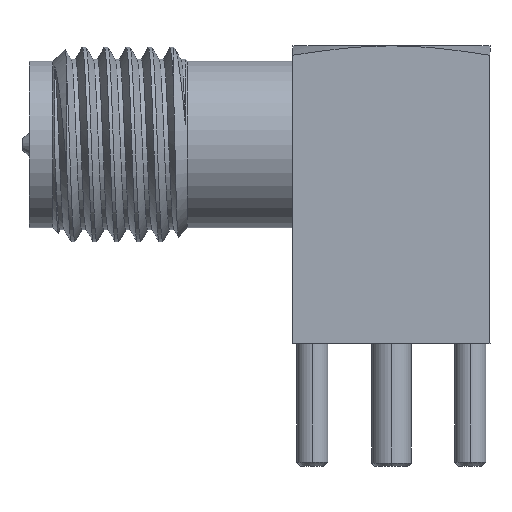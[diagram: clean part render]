
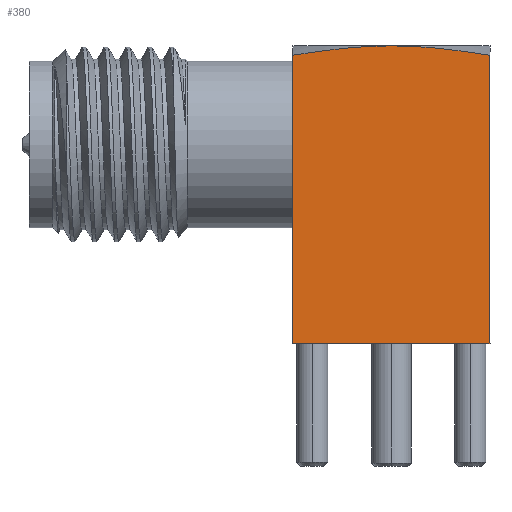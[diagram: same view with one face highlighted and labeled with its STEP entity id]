
A CAD part, front view. The second image highlights one B-rep face of the part: STEP entity #380.
In plain terms, the highlighted planar face has unit normal (0, -1, 0).
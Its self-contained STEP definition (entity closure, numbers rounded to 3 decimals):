
#40=PLANE('',#1588);
#155=B_SPLINE_CURVE_WITH_KNOTS('',3,(#9227,#9228,#9229,#9230,#9231,#9232,
#9233,#9234,#9235,#9236,#9237,#9238,#9239,#9240,#9241,#9242,#9243,#9244,
#9245,#9246,#9247,#9248,#9249,#9250),.UNSPECIFIED.,.F.,.F.,(4,2,2,2,3,3,
2,2,2,2,4),(0.,0.125,0.25,0.375,0.5,
0.625,0.75,0.812,0.875,
0.938,1.),.UNSPECIFIED.);
#157=B_SPLINE_CURVE_WITH_KNOTS('',3,(#9279,#9280,#9281,#9282,#9283,#9284,
#9285,#9286,#9287,#9288,#9289,#9290,#9291,#9292,#9293,#9294,#9295,#9296,
#9297,#9298,#9299,#9300,#9301,#9302),.UNSPECIFIED.,.F.,.F.,(4,2,2,2,2,3,
3,2,2,2,4),(0.,0.062,0.125,0.187,0.25,
0.375,0.5,0.625,0.75,
0.875,1.),.UNSPECIFIED.);
#233=LINE('',#9277,#308);
#234=LINE('',#9304,#309);
#235=LINE('',#9306,#310);
#308=VECTOR('',#1849,1.);
#309=VECTOR('',#1850,1.);
#310=VECTOR('',#1851,1.);
#380=ADVANCED_FACE('',(#472),#40,.T.);
#472=FACE_OUTER_BOUND('',#565,.T.);
#565=EDGE_LOOP('',(#789,#790,#791,#792,#793));
#789=ORIENTED_EDGE('',*,*,#1349,.F.);
#790=ORIENTED_EDGE('',*,*,#1347,.T.);
#791=ORIENTED_EDGE('',*,*,#1350,.T.);
#792=ORIENTED_EDGE('',*,*,#1351,.F.);
#793=ORIENTED_EDGE('',*,*,#1352,.F.);
#1178=VERTEX_POINT('',#9115);
#1184=VERTEX_POINT('',#9251);
#1185=VERTEX_POINT('',#9278);
#1186=VERTEX_POINT('',#9303);
#1187=VERTEX_POINT('',#9305);
#1347=EDGE_CURVE('',#1184,#1178,#155,.T.);
#1349=EDGE_CURVE('',#1184,#1185,#233,.T.);
#1350=EDGE_CURVE('',#1178,#1186,#157,.T.);
#1351=EDGE_CURVE('',#1187,#1186,#234,.T.);
#1352=EDGE_CURVE('',#1185,#1187,#235,.T.);
#1588=AXIS2_PLACEMENT_3D('',#9307,#1852,#1853);
#1849=DIRECTION('',(0.,0.,-1.));
#1850=DIRECTION('',(0.,0.,1.));
#1851=DIRECTION('',(-1.,0.,0.));
#1852=DIRECTION('',(0.,-1.,0.));
#1853=DIRECTION('',(-1.,0.,0.));
#9115=CARTESIAN_POINT('',(0.,-3.17,9.57));
#9227=CARTESIAN_POINT('',(3.17,-3.17,9.267));
#9228=CARTESIAN_POINT('',(3.039,-3.17,9.288));
#9229=CARTESIAN_POINT('',(2.908,-3.17,9.309));
#9230=CARTESIAN_POINT('',(2.645,-3.17,9.349));
#9231=CARTESIAN_POINT('',(2.514,-3.17,9.368));
#9232=CARTESIAN_POINT('',(2.251,-3.17,9.405));
#9233=CARTESIAN_POINT('',(2.119,-3.17,9.422));
#9234=CARTESIAN_POINT('',(1.855,-3.17,9.454));
#9235=CARTESIAN_POINT('',(1.723,-3.17,9.469));
#9236=CARTESIAN_POINT('',(1.591,-3.17,9.483));
#9237=CARTESIAN_POINT('',(1.459,-3.17,9.497));
#9238=CARTESIAN_POINT('',(1.327,-3.17,9.509));
#9239=CARTESIAN_POINT('',(1.194,-3.17,9.52));
#9240=CARTESIAN_POINT('',(1.062,-3.17,9.531));
#9241=CARTESIAN_POINT('',(0.929,-3.17,9.54));
#9242=CARTESIAN_POINT('',(0.73,-3.17,9.551));
#9243=CARTESIAN_POINT('',(0.664,-3.17,9.554));
#9244=CARTESIAN_POINT('',(0.531,-3.17,9.56));
#9245=CARTESIAN_POINT('',(0.465,-3.17,9.562));
#9246=CARTESIAN_POINT('',(0.332,-3.17,9.566));
#9247=CARTESIAN_POINT('',(0.266,-3.17,9.568));
#9248=CARTESIAN_POINT('',(0.133,-3.17,9.57));
#9249=CARTESIAN_POINT('',(0.066,-3.17,9.57));
#9250=CARTESIAN_POINT('',(0.,-3.17,9.57));
#9251=CARTESIAN_POINT('',(3.17,-3.17,9.267));
#9277=CARTESIAN_POINT('',(3.17,-3.17,9.57));
#9278=CARTESIAN_POINT('',(3.17,-3.17,0.));
#9279=CARTESIAN_POINT('',(0.,-3.17,9.57));
#9280=CARTESIAN_POINT('',(-0.066,-3.17,9.57));
#9281=CARTESIAN_POINT('',(-0.133,-3.17,9.57));
#9282=CARTESIAN_POINT('',(-0.266,-3.17,9.568));
#9283=CARTESIAN_POINT('',(-0.332,-3.17,9.566));
#9284=CARTESIAN_POINT('',(-0.465,-3.17,9.562));
#9285=CARTESIAN_POINT('',(-0.531,-3.17,9.56));
#9286=CARTESIAN_POINT('',(-0.664,-3.17,9.554));
#9287=CARTESIAN_POINT('',(-0.73,-3.17,9.551));
#9288=CARTESIAN_POINT('',(-0.929,-3.17,9.54));
#9289=CARTESIAN_POINT('',(-1.062,-3.17,9.531));
#9290=CARTESIAN_POINT('',(-1.194,-3.17,9.52));
#9291=CARTESIAN_POINT('',(-1.327,-3.17,9.509));
#9292=CARTESIAN_POINT('',(-1.459,-3.17,9.497));
#9293=CARTESIAN_POINT('',(-1.591,-3.17,9.483));
#9294=CARTESIAN_POINT('',(-1.723,-3.17,9.469));
#9295=CARTESIAN_POINT('',(-1.855,-3.17,9.454));
#9296=CARTESIAN_POINT('',(-2.119,-3.17,9.422));
#9297=CARTESIAN_POINT('',(-2.251,-3.17,9.405));
#9298=CARTESIAN_POINT('',(-2.514,-3.17,9.368));
#9299=CARTESIAN_POINT('',(-2.645,-3.17,9.349));
#9300=CARTESIAN_POINT('',(-2.908,-3.17,9.309));
#9301=CARTESIAN_POINT('',(-3.039,-3.17,9.288));
#9302=CARTESIAN_POINT('',(-3.17,-3.17,9.267));
#9303=CARTESIAN_POINT('',(-3.17,-3.17,9.267));
#9304=CARTESIAN_POINT('',(-3.17,-3.17,6.4));
#9305=CARTESIAN_POINT('',(-3.17,-3.17,0.));
#9306=CARTESIAN_POINT('',(3.17,-3.17,0.));
#9307=CARTESIAN_POINT('',(-11.63,-3.17,6.4));
